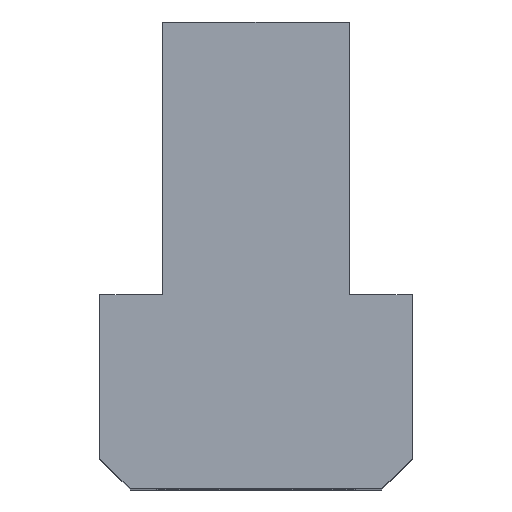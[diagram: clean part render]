
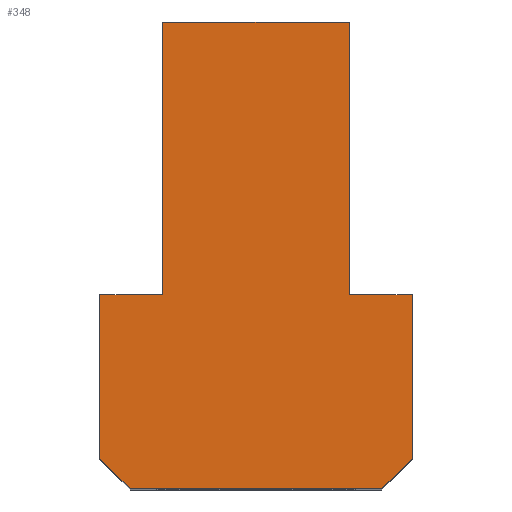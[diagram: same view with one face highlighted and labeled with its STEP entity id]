
A CAD part, top view. The second image highlights one B-rep face of the part: STEP entity #348.
In plain terms, the highlighted planar face has unit normal (0, 0, 1).
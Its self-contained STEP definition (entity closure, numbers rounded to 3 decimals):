
#36=PLANE('',#404);
#53=FACE_OUTER_BOUND('',#72,.T.);
#72=EDGE_LOOP('',(#321,#322,#323,#324,#325,#326,#327,#328,#329,#330));
#83=LINE('',#527,#126);
#88=LINE('',#537,#131);
#92=LINE('',#545,#135);
#103=LINE('',#568,#146);
#106=LINE('',#573,#149);
#108=LINE('',#577,#151);
#110=LINE('',#581,#153);
#112=LINE('',#585,#155);
#114=LINE('',#588,#157);
#115=LINE('',#589,#158);
#126=VECTOR('',#434,10.);
#131=VECTOR('',#443,10.);
#135=VECTOR('',#451,10.);
#146=VECTOR('',#468,10.);
#149=VECTOR('',#473,10.);
#151=VECTOR('',#477,10.);
#153=VECTOR('',#481,10.);
#155=VECTOR('',#485,10.);
#157=VECTOR('',#489,10.);
#158=VECTOR('',#490,10.);
#173=VERTEX_POINT('',#524);
#174=VERTEX_POINT('',#526);
#177=VERTEX_POINT('',#536);
#179=VERTEX_POINT('',#544);
#187=VERTEX_POINT('',#566);
#188=VERTEX_POINT('',#567);
#189=VERTEX_POINT('',#572);
#190=VERTEX_POINT('',#576);
#191=VERTEX_POINT('',#580);
#192=VERTEX_POINT('',#584);
#206=EDGE_CURVE('',#173,#174,#83,.T.);
#211=EDGE_CURVE('',#174,#177,#88,.T.);
#215=EDGE_CURVE('',#177,#179,#92,.T.);
#226=EDGE_CURVE('',#187,#188,#103,.T.);
#229=EDGE_CURVE('',#188,#189,#106,.T.);
#231=EDGE_CURVE('',#189,#190,#108,.T.);
#233=EDGE_CURVE('',#190,#191,#110,.T.);
#235=EDGE_CURVE('',#191,#192,#112,.T.);
#237=EDGE_CURVE('',#192,#173,#114,.T.);
#238=EDGE_CURVE('',#179,#187,#115,.T.);
#321=ORIENTED_EDGE('',*,*,#215,.F.);
#322=ORIENTED_EDGE('',*,*,#211,.F.);
#323=ORIENTED_EDGE('',*,*,#206,.F.);
#324=ORIENTED_EDGE('',*,*,#237,.F.);
#325=ORIENTED_EDGE('',*,*,#235,.F.);
#326=ORIENTED_EDGE('',*,*,#233,.F.);
#327=ORIENTED_EDGE('',*,*,#231,.F.);
#328=ORIENTED_EDGE('',*,*,#229,.F.);
#329=ORIENTED_EDGE('',*,*,#226,.F.);
#330=ORIENTED_EDGE('',*,*,#238,.F.);
#348=ADVANCED_FACE('',(#53),#36,.T.);
#404=AXIS2_PLACEMENT_3D('',#590,#491,#492);
#434=DIRECTION('',(0.,1.,0.));
#443=DIRECTION('',(1.,0.,0.));
#451=DIRECTION('',(0.,-1.,0.));
#468=DIRECTION('',(0.,-1.,0.));
#473=DIRECTION('',(-0.707,-0.707,0.));
#477=DIRECTION('',(-1.,0.,0.));
#481=DIRECTION('',(-0.707,0.707,0.));
#485=DIRECTION('',(0.,1.,0.));
#489=DIRECTION('',(1.,0.,0.));
#490=DIRECTION('',(1.,0.,0.));
#491=DIRECTION('center_axis',(0.,0.,1.));
#492=DIRECTION('ref_axis',(1.,0.,0.));
#524=CARTESIAN_POINT('',(-4.,-4.,20.));
#526=CARTESIAN_POINT('',(-4.,7.7,20.));
#527=CARTESIAN_POINT('',(-4.,-4.,20.));
#536=CARTESIAN_POINT('',(4.,7.7,20.));
#537=CARTESIAN_POINT('',(-4.,7.7,20.));
#544=CARTESIAN_POINT('',(4.,-4.,20.));
#545=CARTESIAN_POINT('',(4.,7.7,20.));
#566=CARTESIAN_POINT('',(6.7,-4.,20.));
#567=CARTESIAN_POINT('',(6.7,-11.,20.));
#568=CARTESIAN_POINT('',(6.7,-4.,20.));
#572=CARTESIAN_POINT('',(5.4,-12.3,20.));
#573=CARTESIAN_POINT('',(6.7,-11.,20.));
#576=CARTESIAN_POINT('',(-5.4,-12.3,20.));
#577=CARTESIAN_POINT('',(5.4,-12.3,20.));
#580=CARTESIAN_POINT('',(-6.7,-11.,20.));
#581=CARTESIAN_POINT('',(-5.4,-12.3,20.));
#584=CARTESIAN_POINT('',(-6.7,-4.,20.));
#585=CARTESIAN_POINT('',(-6.7,-11.,20.));
#588=CARTESIAN_POINT('',(-6.7,-4.,20.));
#589=CARTESIAN_POINT('',(4.,-4.,20.));
#590=CARTESIAN_POINT('Origin',(0.,-3.024,
20.));
